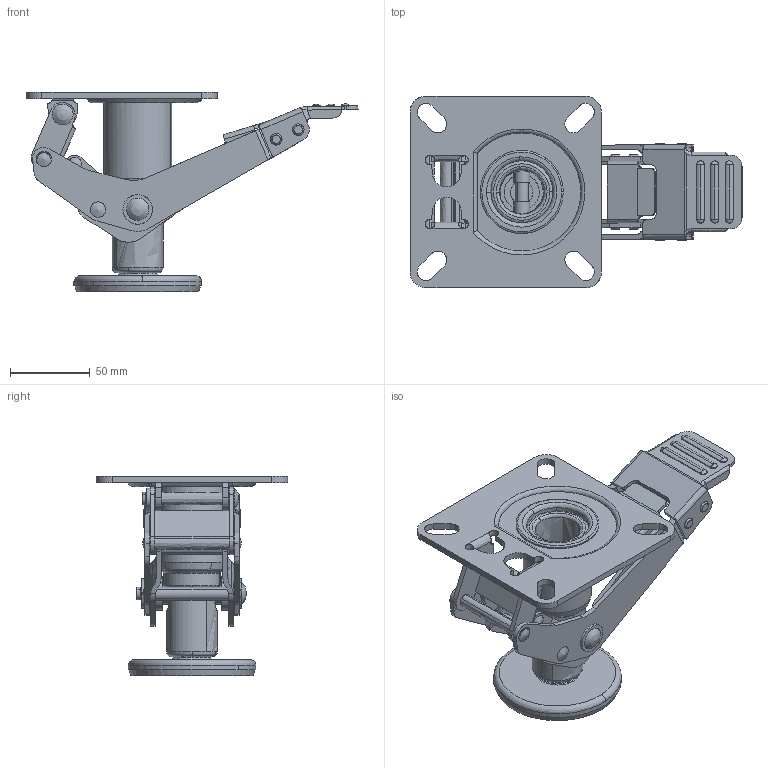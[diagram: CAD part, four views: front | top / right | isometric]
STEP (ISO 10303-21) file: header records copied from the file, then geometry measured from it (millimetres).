
FILE_DESCRIPTION((''),'2;1');
FILE_NAME('','2006-01-18T12:12:56',(''),(''),'','CADfix','');
FILE_SCHEMA(('AUTOMOTIVE_DESIGN'));
Length unit declared in the file: millimetre
Products named in the file (7): pedal_A; support rod_B; support rod_A; pedal_B; mounting plate; foot; 900_2_28194_36
Assembly tree (6 placements, depth 2):
  900_2_28194_36
    pedal_A
    support rod_B
    support rod_A
    pedal_B
    mounting plate
    foot
Bounding box: 208.03 x 120 x 125 mm (x, y, z)
Volume: 225591.9 mm3; surface area: 141426 mm2
Topology: 6 solids, 6 shells, 535 faces, 1909 edges, 1424 vertices
Faces by surface type: bspline 535
Entity records: 28873 total; most frequent: CARTESIAN_POINT 17654, ORIENTED_EDGE 3806, EDGE_CURVE 1903, VERTEX_POINT 1424, B_SPLINE_CURVE_WITH_KNOTS 1156, QUASI_UNIFORM_CURVE 723, EDGE_LOOP 629, FACE_OUTER_BOUND 535
